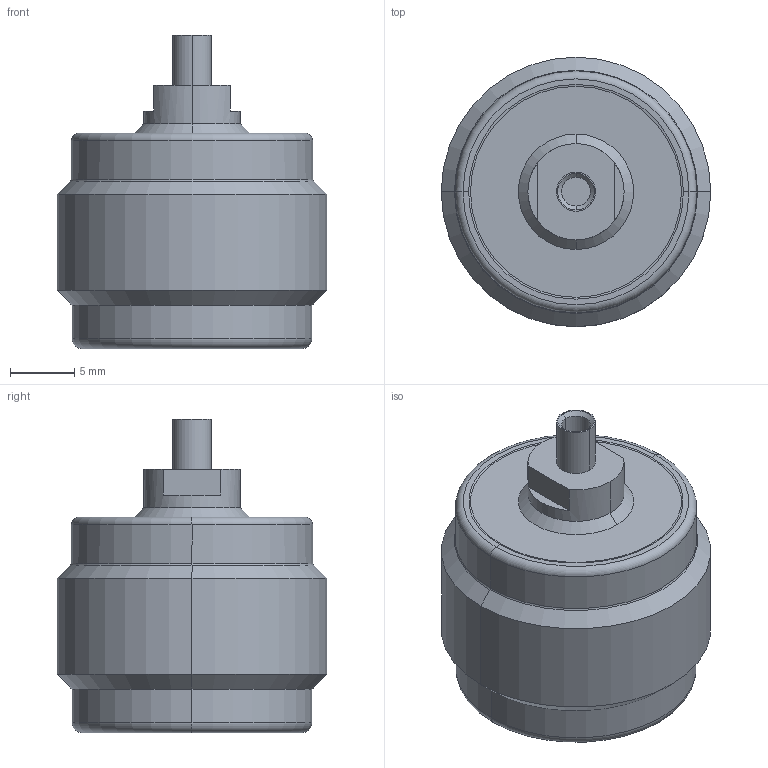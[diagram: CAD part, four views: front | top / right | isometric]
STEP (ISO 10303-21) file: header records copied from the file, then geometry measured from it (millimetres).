
FILE_DESCRIPTION (( 'STEP AP203' ), '1' );
FILE_NAME ('R161.050.300B.STEP', '2015-01-27T13:58:48', ( '' ), ( '' ), 'SwSTEP 2.0', 'SolidWorks 2014', '' );
FILE_SCHEMA (( 'CONFIG_CONTROL_DESIGN' ));
Length unit declared in the file: metre
Products named in the file (1): R161.050.300B
Bounding box: 21 x 21 x 24.42 mm (x, y, z)
Volume: 3711.2 mm3; surface area: 2748.8 mm2
Topology: 1 solids, 1 shells, 68 faces, 138 edges, 80 vertices
Faces by surface type: cylinder 24, cone 22, plane 14, torus 8
Entity records: 1855 total; most frequent: DIRECTION 360, CARTESIAN_POINT 287, ORIENTED_EDGE 276, AXIS2_PLACEMENT_3D 153, EDGE_CURVE 138, CIRCLE 84, VERTEX_POINT 80, EDGE_LOOP 76
